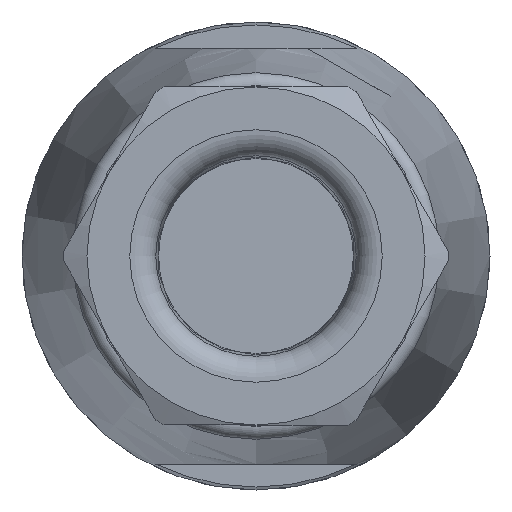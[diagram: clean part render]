
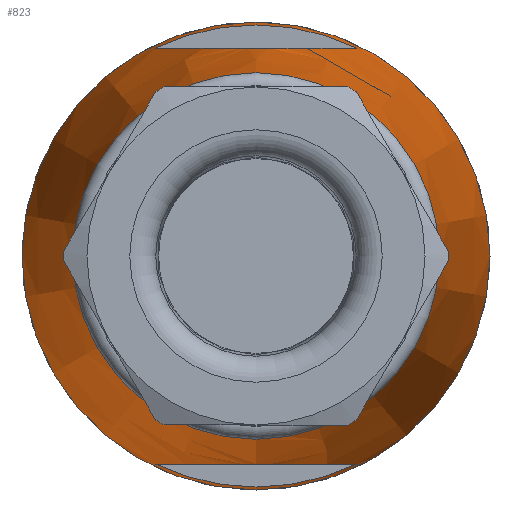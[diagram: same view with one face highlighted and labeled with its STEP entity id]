
A CAD part, left-side view. The second image highlights one B-rep face of the part: STEP entity #823.
In plain terms, the highlighted conical face has half-angle 6.52 degrees and reference radius 9 mm.
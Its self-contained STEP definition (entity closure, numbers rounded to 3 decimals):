
#630=CONICAL_SURFACE('',#2536,9.,6.52);
#823=ADVANCED_FACE('',(#1190,#1191,#1192,#1193),#630,.T.);
#1154=B_SPLINE_CURVE_WITH_KNOTS('',3,(#3873,#3874,#3875,#3876,#3877,#3878,
#3879,#3880,#3881,#3882,#3883,#3884,#3885,#3886,#3887,#3888,#3889,#3890),
 .UNSPECIFIED.,.F.,.F.,(4,2,2,2,2,2,2,2,4),(0.,0.25,0.375,0.438,0.5,0.563,
0.625,0.75,1.),.UNSPECIFIED.);
#1155=B_SPLINE_CURVE_WITH_KNOTS('',3,(#3894,#3895,#3896,#3897,#3898,#3899,
#3900,#3901,#3902,#3903,#3904,#3905,#3906,#3907,#3908,#3909,#3910,#3911),
 .UNSPECIFIED.,.F.,.F.,(4,2,2,2,2,2,2,2,4),(0.,0.25,0.375,0.438,0.5,0.563,
0.625,0.75,1.),.UNSPECIFIED.);
#1190=FACE_BOUND('',#1295,.T.);
#1191=FACE_BOUND('',#1296,.T.);
#1192=FACE_BOUND('',#1297,.T.);
#1193=FACE_BOUND('',#1298,.T.);
#1295=EDGE_LOOP('',(#1566));
#1296=EDGE_LOOP('',(#1567));
#1297=EDGE_LOOP('',(#1568,#1569));
#1298=EDGE_LOOP('',(#1570,#1571));
#1566=ORIENTED_EDGE('',*,*,#2163,.T.);
#1567=ORIENTED_EDGE('',*,*,#2164,.F.);
#1568=ORIENTED_EDGE('',*,*,#2165,.T.);
#1569=ORIENTED_EDGE('',*,*,#2166,.T.);
#1570=ORIENTED_EDGE('',*,*,#2167,.F.);
#1571=ORIENTED_EDGE('',*,*,#2168,.F.);
#1962=VERTEX_POINT('',#3870);
#1963=VERTEX_POINT('',#3872);
#1964=VERTEX_POINT('',#3891);
#1965=VERTEX_POINT('',#3892);
#1966=VERTEX_POINT('',#3912);
#1967=VERTEX_POINT('',#3913);
#2163=EDGE_CURVE('',#1962,#1962,#2391,.T.);
#2164=EDGE_CURVE('',#1963,#1963,#2392,.T.);
#2165=EDGE_CURVE('',#1964,#1965,#1154,.T.);
#2166=EDGE_CURVE('',#1965,#1964,#2393,.T.);
#2167=EDGE_CURVE('',#1966,#1967,#1155,.T.);
#2168=EDGE_CURVE('',#1967,#1966,#2394,.T.);
#2391=CIRCLE('',#2532,9.);
#2392=CIRCLE('',#2533,7.051);
#2393=CIRCLE('',#2534,8.886);
#2394=CIRCLE('',#2535,8.886);
#2532=AXIS2_PLACEMENT_3D('',#3869,#2858,#2859);
#2533=AXIS2_PLACEMENT_3D('',#3871,#2860,#2861);
#2534=AXIS2_PLACEMENT_3D('',#3893,#2862,#2863);
#2535=AXIS2_PLACEMENT_3D('',#3914,#2864,#2865);
#2536=AXIS2_PLACEMENT_3D('',#3915,#2866,#2867);
#2858=DIRECTION('',(-1.,0.,0.));
#2859=DIRECTION('',(0.,0.,-1.));
#2860=DIRECTION('',(-1.,0.,0.));
#2861=DIRECTION('',(0.,0.,-1.));
#2862=DIRECTION('',(1.,0.,0.));
#2863=DIRECTION('',(0.,-1.,0.));
#2864=DIRECTION('',(-1.,0.,0.));
#2865=DIRECTION('',(0.,1.,0.));
#2866=DIRECTION('',(1.,0.,0.));
#2867=DIRECTION('',(0.,0.,1.));
#3869=CARTESIAN_POINT('',(-0.5,0.,0.));
#3870=CARTESIAN_POINT('',(-0.5,0.,-9.));
#3871=CARTESIAN_POINT('',(-17.557,0.,0.));
#3872=CARTESIAN_POINT('',(-17.557,0.,-7.051));
#3873=CARTESIAN_POINT('',(-1.5,3.867,-8.));
#3874=CARTESIAN_POINT('',(-2.925,3.493,-8.));
#3875=CARTESIAN_POINT('',(-4.341,3.088,-8.));
#3876=CARTESIAN_POINT('',(-6.42,2.311,-8.));
#3877=CARTESIAN_POINT('',(-7.115,2.023,-8.));
#3878=CARTESIAN_POINT('',(-8.091,1.473,-8.));
#3879=CARTESIAN_POINT('',(-8.405,1.272,-8.));
#3880=CARTESIAN_POINT('',(-8.962,0.769,-8.));
#3881=CARTESIAN_POINT('',(-9.222,0.445,-8.));
#3882=CARTESIAN_POINT('',(-9.274,-0.324,-8.));
#3883=CARTESIAN_POINT('',(-9.041,-0.673,-8.));
#3884=CARTESIAN_POINT('',(-8.5,-1.203,-8.));
#3885=CARTESIAN_POINT('',(-8.18,-1.416,-8.));
#3886=CARTESIAN_POINT('',(-7.205,-1.983,-8.));
#3887=CARTESIAN_POINT('',(-6.506,-2.276,-8.));
#3888=CARTESIAN_POINT('',(-4.392,-3.074,-8.));
#3889=CARTESIAN_POINT('',(-2.95,-3.487,-8.));
#3890=CARTESIAN_POINT('',(-1.5,-3.867,-8.));
#3891=CARTESIAN_POINT('',(-1.5,3.867,-8.));
#3892=CARTESIAN_POINT('',(-1.5,-3.867,-8.));
#3893=CARTESIAN_POINT('',(-1.5,0.,0.));
#3894=CARTESIAN_POINT('',(-1.5,3.867,8.));
#3895=CARTESIAN_POINT('',(-2.925,3.493,8.));
#3896=CARTESIAN_POINT('',(-4.341,3.088,8.));
#3897=CARTESIAN_POINT('',(-6.42,2.311,8.));
#3898=CARTESIAN_POINT('',(-7.115,2.023,8.));
#3899=CARTESIAN_POINT('',(-8.091,1.473,8.));
#3900=CARTESIAN_POINT('',(-8.405,1.272,8.));
#3901=CARTESIAN_POINT('',(-8.962,0.769,8.));
#3902=CARTESIAN_POINT('',(-9.222,0.445,8.));
#3903=CARTESIAN_POINT('',(-9.274,-0.324,8.));
#3904=CARTESIAN_POINT('',(-9.041,-0.673,8.));
#3905=CARTESIAN_POINT('',(-8.5,-1.203,8.));
#3906=CARTESIAN_POINT('',(-8.18,-1.416,8.));
#3907=CARTESIAN_POINT('',(-7.205,-1.983,8.));
#3908=CARTESIAN_POINT('',(-6.506,-2.276,8.));
#3909=CARTESIAN_POINT('',(-4.392,-3.074,8.));
#3910=CARTESIAN_POINT('',(-2.95,-3.487,8.));
#3911=CARTESIAN_POINT('',(-1.5,-3.867,8.));
#3912=CARTESIAN_POINT('',(-1.5,3.867,8.));
#3913=CARTESIAN_POINT('',(-1.5,-3.867,8.));
#3914=CARTESIAN_POINT('',(-1.5,0.,0.));
#3915=CARTESIAN_POINT('',(-0.5,0.,0.));
